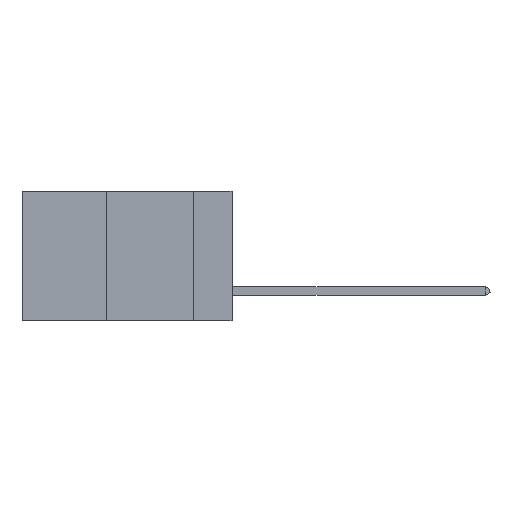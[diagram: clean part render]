
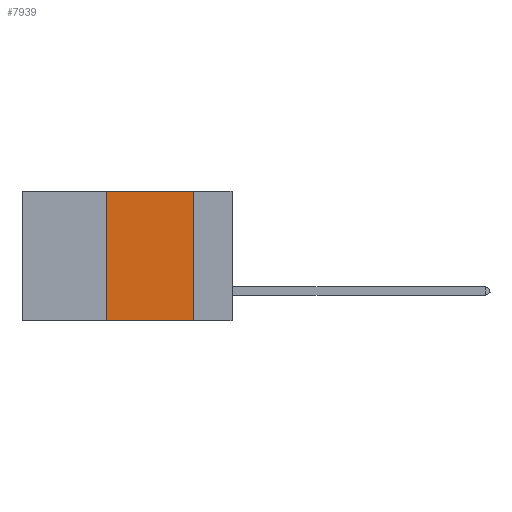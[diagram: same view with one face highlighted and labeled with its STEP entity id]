
A CAD part, left-side view. The second image highlights one B-rep face of the part: STEP entity #7939.
In plain terms, the highlighted planar face has unit normal (-1, 0, 0).
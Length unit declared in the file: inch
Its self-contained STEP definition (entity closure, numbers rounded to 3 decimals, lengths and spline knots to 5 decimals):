
#748 = EDGE_CURVE ( 'NONE', #7683, #7662, #911, .T. ) ;
#897 = CARTESIAN_POINT ( 'NONE',  ( 0., 0.36, 0. ) ) ;
#911 = LINE ( 'NONE', #897, #8750 ) ;
#922 = PLANE ( 'NONE',  #3784 ) ;
#1658 = ORIENTED_EDGE ( 'NONE', *, *, #5371, .T. ) ;
#1863 = LINE ( 'NONE', #7239, #8004 ) ;
#2522 = EDGE_LOOP ( 'NONE', ( #11798, #9006, #5538, #1658 ) ) ;
#2626 = CARTESIAN_POINT ( 'NONE',  ( 0., 0.6, 0. ) ) ;
#3287 = EDGE_CURVE ( 'NONE', #7662, #11836, #10127, .T. ) ;
#3784 = AXIS2_PLACEMENT_3D ( 'NONE', #2626, #11013, #6454 ) ;
#3993 = CARTESIAN_POINT ( 'NONE',  ( 0., 0.11, 0. ) ) ;
#4650 = VERTEX_POINT ( 'NONE', #9663 ) ;
#4791 = DIRECTION ( 'NONE',  ( 0., -1., 0. ) ) ;
#4922 = VECTOR ( 'NONE', #6862, 39.37008 ) ;
#5155 = FACE_OUTER_BOUND ( 'NONE', #2522, .T. ) ;
#5371 = EDGE_CURVE ( 'NONE', #7683, #4650, #10158, .T. ) ;
#5536 = CARTESIAN_POINT ( 'NONE',  ( 0., 0.6, 0. ) ) ;
#5538 = ORIENTED_EDGE ( 'NONE', *, *, #748, .F. ) ;
#5712 = CARTESIAN_POINT ( 'NONE',  ( 0., 0.36, 0. ) ) ;
#6270 = EDGE_CURVE ( 'NONE', #11836, #4650, #1863, .T. ) ;
#6454 = DIRECTION ( 'NONE',  ( 0., 0., -1. ) ) ;
#6862 = DIRECTION ( 'NONE',  ( 0., -1., 0. ) ) ;
#7239 = CARTESIAN_POINT ( 'NONE',  ( 0., 0.11, 0. ) ) ;
#7422 = CARTESIAN_POINT ( 'NONE',  ( 0., 0.6, -0.37 ) ) ;
#7662 = VERTEX_POINT ( 'NONE', #5712 ) ;
#7683 = VERTEX_POINT ( 'NONE', #10281 ) ;
#7939 = ADVANCED_FACE ( 'NONE', ( #5155 ), #922, .F. ) ;
#8004 = VECTOR ( 'NONE', #9969, 39.37008 ) ;
#8327 = DIRECTION ( 'NONE',  ( 0., 0., 1. ) ) ;
#8750 = VECTOR ( 'NONE', #8327, 39.37008 ) ;
#9006 = ORIENTED_EDGE ( 'NONE', *, *, #3287, .F. ) ;
#9663 = CARTESIAN_POINT ( 'NONE',  ( 0., 0.11, -0.37 ) ) ;
#9969 = DIRECTION ( 'NONE',  ( 0., 0., -1. ) ) ;
#10127 = LINE ( 'NONE', #5536, #10394 ) ;
#10158 = LINE ( 'NONE', #7422, #4922 ) ;
#10281 = CARTESIAN_POINT ( 'NONE',  ( 0., 0.36, -0.37 ) ) ;
#10394 = VECTOR ( 'NONE', #4791, 39.37008 ) ;
#11013 = DIRECTION ( 'NONE',  ( 1., 0., 0. ) ) ;
#11798 = ORIENTED_EDGE ( 'NONE', *, *, #6270, .F. ) ;
#11836 = VERTEX_POINT ( 'NONE', #3993 ) ;
